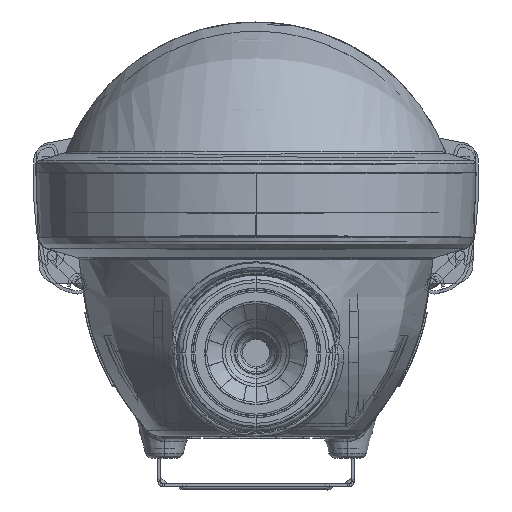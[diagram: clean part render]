
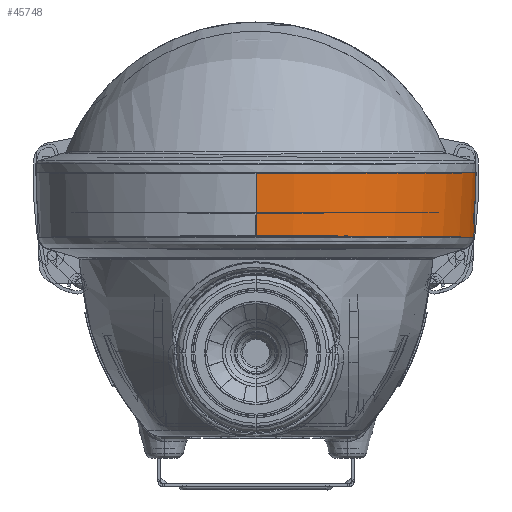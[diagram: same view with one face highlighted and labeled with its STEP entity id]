
A CAD part, front view. The second image highlights one B-rep face of the part: STEP entity #45748.
In plain terms, the highlighted conical face has half-angle 2 degrees and reference radius 36 mm.
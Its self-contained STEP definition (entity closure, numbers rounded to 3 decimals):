
#1474 = DIRECTION ( 'NONE',  ( 0., -0.035, 0.999 ) ) ;
#7560 = VERTEX_POINT ( 'NONE', #78229 ) ;
#13183 = DIRECTION ( 'NONE',  ( 0., -1., 0. ) ) ;
#13992 = CARTESIAN_POINT ( 'NONE',  ( 24.508, -1527.177, -447.856 ) ) ;
#17340 = VECTOR ( 'NONE', #17794, 1000. ) ;
#17794 = DIRECTION ( 'NONE',  ( -0.035, 0., -0.999 ) ) ;
#21966 = VERTEX_POINT ( 'NONE', #152123 ) ;
#22743 = CARTESIAN_POINT ( 'NONE',  ( 51.35, -1550.721, -458.486 ) ) ;
#23088 = CARTESIAN_POINT ( 'NONE',  ( 24.508, -1527.177, -447.848 ) ) ;
#24479 = VERTEX_POINT ( 'NONE', #116387 ) ;
#28775 = AXIS2_PLACEMENT_3D ( 'NONE', #23088, #149888, #13183 ) ;
#36761 = CARTESIAN_POINT ( 'NONE',  ( 56.532, -1542.965, -458.486 ) ) ;
#43301 = LINE ( 'NONE', #51080, #17340 ) ;
#45748 = ADVANCED_FACE ( 'NONE', ( #112070 ), #99822, .T. ) ;
#48308 = CARTESIAN_POINT ( 'NONE',  ( 59.907, -1531.84, -458.486 ) ) ;
#51080 = CARTESIAN_POINT ( 'NONE',  ( 60.508, -1527.177, -447.848 ) ) ;
#51900 = DIRECTION ( 'NONE',  ( 0., 0., 1. ) ) ;
#57521 = EDGE_LOOP ( 'NONE', ( #96238, #95935, #155642, #63109 ) ) ;
#62267 = CARTESIAN_POINT ( 'NONE',  ( 42.363, -1558.096, -458.486 ) ) ;
#63086 = CARTESIAN_POINT ( 'NONE',  ( 26.84, -1562.805, -458.486 ) ) ;
#63109 = ORIENTED_EDGE ( 'NONE', *, *, #103030, .F. ) ;
#69853 = AXIS2_PLACEMENT_3D ( 'NONE', #13992, #51900, #88986 ) ;
#72169 = CARTESIAN_POINT ( 'NONE',  ( 58.997, -1536.414, -458.486 ) ) ;
#77796 = CIRCLE ( 'NONE', #69853, 36. ) ;
#78229 = CARTESIAN_POINT ( 'NONE',  ( 24.508, -1562.805, -458.485 ) ) ;
#83395 = VECTOR ( 'NONE', #1474, 1000. ) ;
#87020 = CARTESIAN_POINT ( 'NONE',  ( 58.317, -1538.657, -458.486 ) ) ;
#88986 = DIRECTION ( 'NONE',  ( 0., -1., 0. ) ) ;
#90247 = B_SPLINE_CURVE_WITH_KNOTS ( 'NONE', 3,
 ( #159447, #63086, #149542, #99393, #124886, #100222, #62267, #147048, #112551, #22743, #110918, #137214, #36761, #87020, #72169, #48308, #162737, #111739 ),
 .UNSPECIFIED., .F., .F.,
 ( 4, 2, 2, 2, 2, 2, 2, 2, 4 ),
 ( 0.5, 0.563, 0.625, 0.688, 0.75, 0.813, 0.875, 0.938, 1. ),
 .UNSPECIFIED. ) ;
#95935 = ORIENTED_EDGE ( 'NONE', *, *, #98360, .T. ) ;
#96238 = ORIENTED_EDGE ( 'NONE', *, *, #104650, .F. ) ;
#98360 = EDGE_CURVE ( 'NONE', #7560, #24479, #90247, .T. ) ;
#99393 = CARTESIAN_POINT ( 'NONE',  ( 33.746, -1561.666, -458.486 ) ) ;
#99822 = CONICAL_SURFACE ( 'NONE', #28775, 36., 0.035 ) ;
#99946 = CARTESIAN_POINT ( 'NONE',  ( 24.508, -1563.176, -447.856 ) ) ;
#100222 = CARTESIAN_POINT ( 'NONE',  ( 40.297, -1559.201, -458.486 ) ) ;
#103030 = EDGE_CURVE ( 'NONE', #117018, #21966, #77796, .T. ) ;
#104650 = EDGE_CURVE ( 'NONE', #7560, #117018, #152953, .T. ) ;
#110918 = CARTESIAN_POINT ( 'NONE',  ( 52.836, -1548.91, -458.486 ) ) ;
#111739 = CARTESIAN_POINT ( 'NONE',  ( 60.136, -1527.177, -458.486 ) ) ;
#112070 = FACE_OUTER_BOUND ( 'NONE', #57521, .T. ) ;
#112551 = CARTESIAN_POINT ( 'NONE',  ( 48.052, -1554.019, -458.486 ) ) ;
#114323 = CARTESIAN_POINT ( 'NONE',  ( 24.508, -1563.177, -447.848 ) ) ;
#116387 = CARTESIAN_POINT ( 'NONE',  ( 60.136, -1527.177, -458.486 ) ) ;
#116601 = EDGE_CURVE ( 'NONE', #21966, #24479, #43301, .T. ) ;
#117018 = VERTEX_POINT ( 'NONE', #99946 ) ;
#124886 = CARTESIAN_POINT ( 'NONE',  ( 35.988, -1560.986, -458.486 ) ) ;
#137214 = CARTESIAN_POINT ( 'NONE',  ( 55.427, -1545.032, -458.486 ) ) ;
#147048 = CARTESIAN_POINT ( 'NONE',  ( 46.241, -1555.505, -458.486 ) ) ;
#149542 = CARTESIAN_POINT ( 'NONE',  ( 29.171, -1562.576, -458.486 ) ) ;
#149888 = DIRECTION ( 'NONE',  ( 0., 0., 1. ) ) ;
#152123 = CARTESIAN_POINT ( 'NONE',  ( 60.508, -1527.177, -447.856 ) ) ;
#152953 = LINE ( 'NONE', #114323, #83395 ) ;
#155642 = ORIENTED_EDGE ( 'NONE', *, *, #116601, .F. ) ;
#159447 = CARTESIAN_POINT ( 'NONE',  ( 24.508, -1562.805, -458.485 ) ) ;
#162737 = CARTESIAN_POINT ( 'NONE',  ( 60.136, -1529.508, -458.486 ) ) ;
